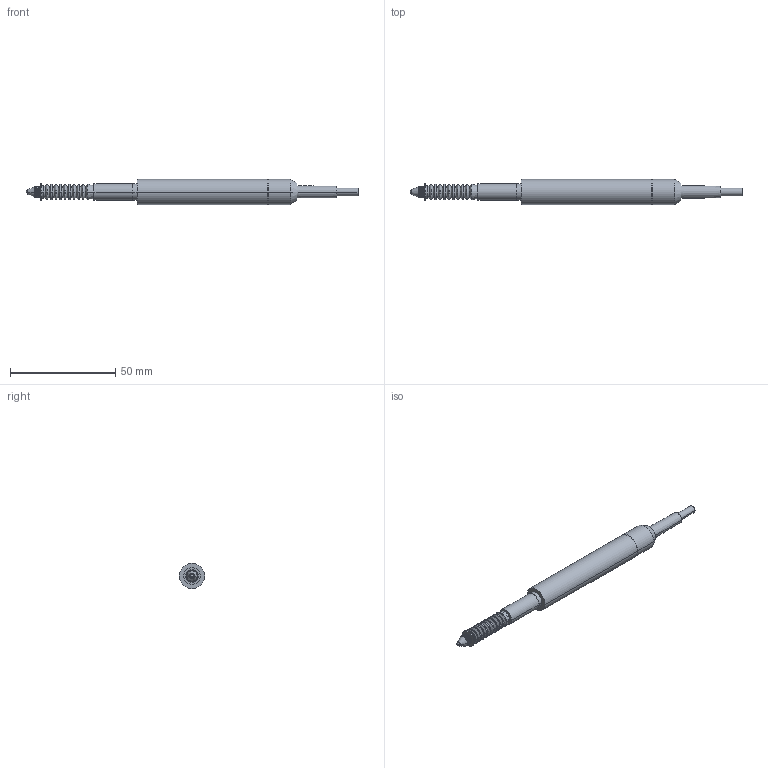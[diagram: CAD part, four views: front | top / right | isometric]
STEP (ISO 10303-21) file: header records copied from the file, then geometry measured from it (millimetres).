
FILE_DESCRIPTION((''),'2;1');
FILE_NAME('ENCOMBR900_1012_ASM','2007-08-22T',('PTC'),('Sylvac SA'),'PRO/ENGINEER BY PARAMETRIC TECHNOLOGY CORPORATION, 2005310','PRO/ENGINEER BY PARAMETRIC TECHNOLOGY CORPORATION, 2005310','');
FILE_SCHEMA(('CONFIG_CONTROL_DESIGN'));
Length unit declared in the file: millimetre
Products named in the file (6): 107_ENCOMBR; RONDELLE2_5_8INOX; 905_2204; PM107-251; PM107001901MNT107; ENCOMBR900_1012_ASM
Assembly tree (5 placements, depth 2):
  ENCOMBR900_1012_ASM
    107_ENCOMBR
    RONDELLE2_5_8INOX
    905_2204
    PM107-251
    PM107001901MNT107
Bounding box: 157.8 x 12 x 12 mm (x, y, z)
Volume: 10829.3 mm3; surface area: 6258.6 mm2
Topology: 5 solids, 8 shells, 943 faces, 1928 edges, 1010 vertices
Faces by surface type: bspline 504, cylinder 158, cone 140, torus 76, plane 63, sphere 2
Entity records: 33410 total; most frequent: CARTESIAN_POINT 17100, ORIENTED_EDGE 3836, DIRECTION 2290, EDGE_CURVE 1924, B_SPLINE_CURVE_WITH_KNOTS 1012, VERTEX_POINT 1010, EDGE_LOOP 966, FACE_OUTER_BOUND 943
